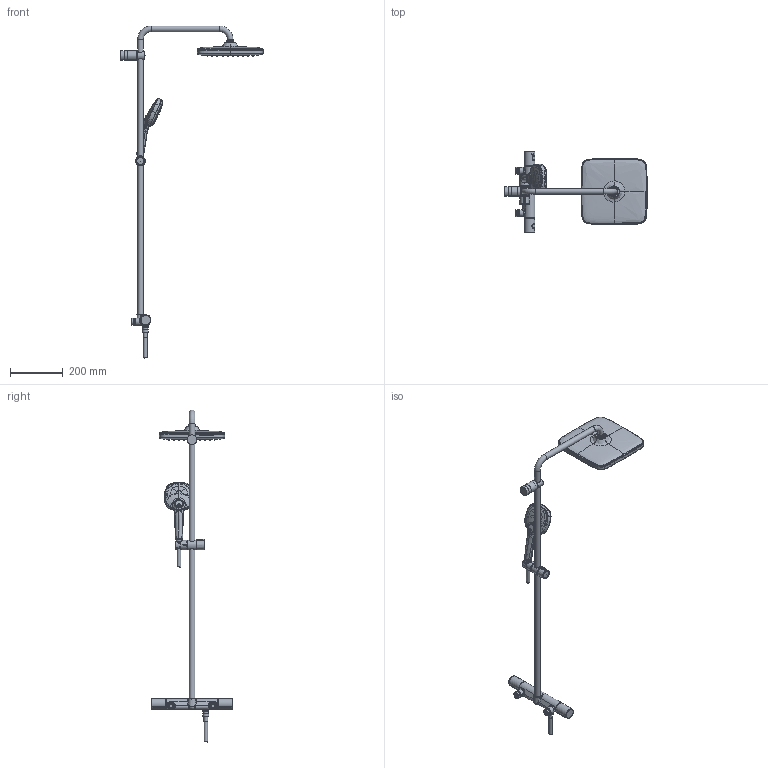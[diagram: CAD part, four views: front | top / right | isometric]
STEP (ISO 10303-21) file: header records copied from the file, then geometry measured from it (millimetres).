
FILE_DESCRIPTION(/* description */ ('Unknown'),/* implementation_level */ '2;1');
FILE_NAME(/* name */ '26819001 new',/* time_stamp */ '2023-04-25T14:28:53+02:00',/* author */ ('Unknown'),/* organization */ ('GROHE AG'),/* preprocessor_version */ 'ST-DEVELOPER v16.7',/* originating_system */ 'DEX',/* authorisation */ $);
FILE_SCHEMA (('AUTOMOTIVE_DESIGN {1 0 10303 214 3 1 1}'));
Length unit declared in the file: millimetre
Products named in the file (1): 26819001 new
Bounding box: 539.1 x 308.65 x 1258.43 mm (x, y, z)
Surface area: 537857.3 mm2 (no closed solid volume)
Topology: 0 solids, 374 shells, 1698 faces, 5933 edges, 4650 vertices
Faces by surface type: bspline 658, cylinder 494, plane 356, cone 108, torus 64, sphere 18
Full cylindrical faces by diameter (mm): 2.187 x132, 2.8 x72, 3.797 x136, 4.1 x7, 10.8 x2, 13.8 x2, 14.7 x2, 16.2 x1, 18 x1, 18.3 x1, 18.7 x2, 19.6 x2, 19.9 x1, 22 x3, 22.6 x1, 23 x1, 26 x4, 27 x2, 30.3 x1, 31.3 x1, 33.4 x2, 36 x2, 36.5 x3, 40 x2
Entity records: 113498 total; most frequent: CARTESIAN_POINT 68664, ORIENTED_EDGE 6539, DIRECTION 4883, EDGE_CURVE 4728, VERTEX_POINT 4096, EDGE_LOOP 3188, FACE_BOUND 3188, B_SPLINE_CURVE_WITH_KNOTS 3148
